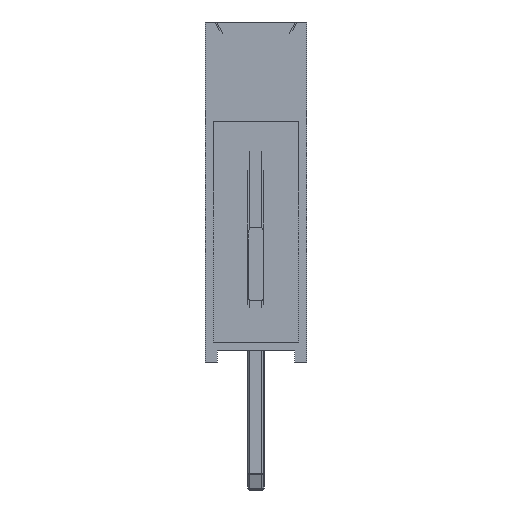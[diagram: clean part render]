
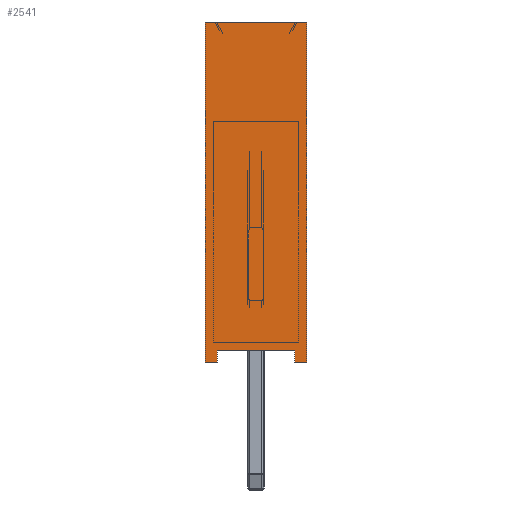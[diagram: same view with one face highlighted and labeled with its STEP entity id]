
A CAD part, left-side view. The second image highlights one B-rep face of the part: STEP entity #2541.
In plain terms, the highlighted planar face has unit normal (-1, 0, 0).
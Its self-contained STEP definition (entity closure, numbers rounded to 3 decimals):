
#445=FACE_OUTER_BOUND('',#596,.T.);
#596=EDGE_LOOP('',(#1697,#1698,#1699,#1700,#1701,#1702,#1703,#1704));
#762=LINE('',#3983,#948);
#764=LINE('',#3989,#950);
#767=LINE('',#3994,#953);
#772=LINE('',#4008,#958);
#773=LINE('',#4011,#959);
#776=LINE('',#4017,#962);
#777=LINE('',#4019,#963);
#778=LINE('',#4020,#964);
#948=VECTOR('',#3105,10.);
#950=VECTOR('',#3109,10.);
#953=VECTOR('',#3114,10.);
#958=VECTOR('',#3129,10.);
#959=VECTOR('',#3132,10.);
#962=VECTOR('',#3137,10.);
#963=VECTOR('',#3138,10.);
#964=VECTOR('',#3139,10.);
#1132=VERTEX_POINT('',#3977);
#1134=VERTEX_POINT('',#3981);
#1135=VERTEX_POINT('',#3985);
#1137=VERTEX_POINT('',#3988);
#1142=VERTEX_POINT('',#4006);
#1143=VERTEX_POINT('',#4010);
#1145=VERTEX_POINT('',#4016);
#1146=VERTEX_POINT('',#4018);
#1330=EDGE_CURVE('',#1132,#1134,#762,.T.);
#1332=EDGE_CURVE('',#1137,#1135,#764,.T.);
#1335=EDGE_CURVE('',#1134,#1137,#767,.T.);
#1344=EDGE_CURVE('',#1135,#1142,#772,.T.);
#1345=EDGE_CURVE('',#1143,#1132,#773,.T.);
#1348=EDGE_CURVE('',#1142,#1145,#776,.T.);
#1349=EDGE_CURVE('',#1146,#1145,#777,.T.);
#1350=EDGE_CURVE('',#1143,#1146,#778,.T.);
#1697=ORIENTED_EDGE('',*,*,#1330,.T.);
#1698=ORIENTED_EDGE('',*,*,#1335,.T.);
#1699=ORIENTED_EDGE('',*,*,#1332,.T.);
#1700=ORIENTED_EDGE('',*,*,#1344,.T.);
#1701=ORIENTED_EDGE('',*,*,#1348,.T.);
#1702=ORIENTED_EDGE('',*,*,#1349,.F.);
#1703=ORIENTED_EDGE('',*,*,#1350,.F.);
#1704=ORIENTED_EDGE('',*,*,#1345,.T.);
#2345=PLANE('',#2749);
#2541=ADVANCED_FACE('',(#445),#2345,.T.);
#2749=AXIS2_PLACEMENT_3D('',#4015,#3135,#3136);
#3105=DIRECTION('',(0.,0.,1.));
#3109=DIRECTION('',(0.,0.,-1.));
#3114=DIRECTION('',(0.,-1.,0.));
#3129=DIRECTION('',(0.,-1.,0.));
#3132=DIRECTION('',(0.,-1.,0.));
#3135=DIRECTION('center_axis',(-1.,0.,0.));
#3136=DIRECTION('ref_axis',(0.,-1.,0.));
#3137=DIRECTION('',(0.,0.,1.));
#3138=DIRECTION('',(0.,-1.,0.));
#3139=DIRECTION('',(0.,0.,1.));
#3977=CARTESIAN_POINT('',(-1.27,0.97,0.));
#3981=CARTESIAN_POINT('',(-1.27,0.97,0.3));
#3983=CARTESIAN_POINT('',(-1.27,0.97,0.));
#3985=CARTESIAN_POINT('',(-1.27,-0.97,0.));
#3988=CARTESIAN_POINT('',(-1.27,-0.97,0.3));
#3989=CARTESIAN_POINT('',(-1.27,-0.97,0.));
#3994=CARTESIAN_POINT('',(-1.27,0.635,0.3));
#4006=CARTESIAN_POINT('',(-1.27,-1.27,0.));
#4008=CARTESIAN_POINT('',(-1.27,1.27,0.));
#4010=CARTESIAN_POINT('',(-1.27,1.27,0.));
#4011=CARTESIAN_POINT('',(-1.27,1.27,0.));
#4015=CARTESIAN_POINT('Origin',(-1.27,1.27,0.));
#4016=CARTESIAN_POINT('',(-1.27,-1.27,8.5));
#4017=CARTESIAN_POINT('',(-1.27,-1.27,0.));
#4018=CARTESIAN_POINT('',(-1.27,1.27,8.5));
#4019=CARTESIAN_POINT('',(-1.27,1.27,8.5));
#4020=CARTESIAN_POINT('',(-1.27,1.27,0.));
